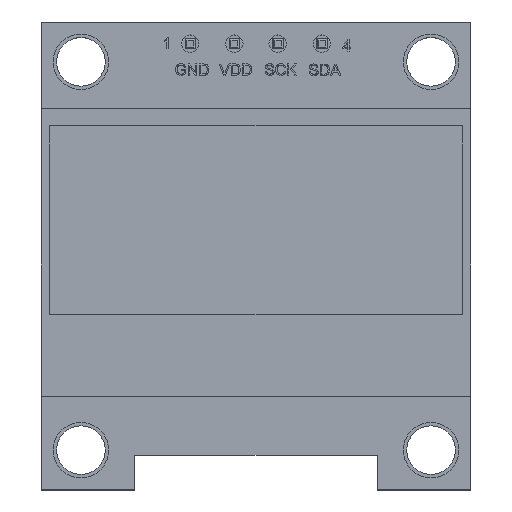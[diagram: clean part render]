
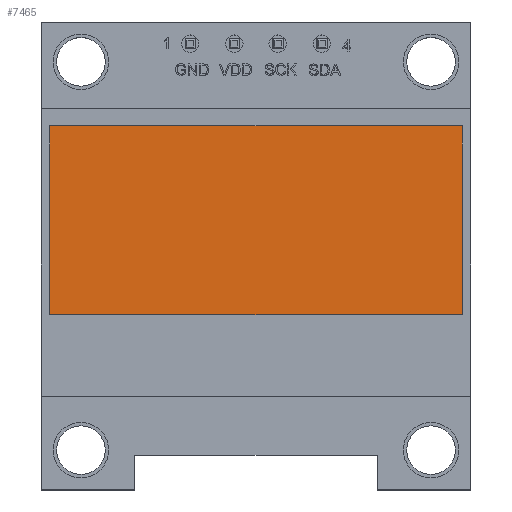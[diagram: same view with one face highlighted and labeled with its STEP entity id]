
A CAD part, top view. The second image highlights one B-rep face of the part: STEP entity #7465.
In plain terms, the highlighted planar face has unit normal (0, 0, 1).
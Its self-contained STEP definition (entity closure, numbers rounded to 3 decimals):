
#742=FACE_OUTER_BOUND('',#1182,.T.);
#1182=EDGE_LOOP('',(#6846,#6847,#6848,#6849));
#2226=LINE('',#14233,#2916);
#2229=LINE('',#14239,#2919);
#2232=LINE('',#14245,#2922);
#2235=LINE('',#14249,#2925);
#2916=VECTOR('',#8940,10.);
#2919=VECTOR('',#8945,10.);
#2922=VECTOR('',#8950,10.);
#2925=VECTOR('',#8955,10.);
#3632=VERTEX_POINT('',#14230);
#3633=VERTEX_POINT('',#14232);
#3635=VERTEX_POINT('',#14238);
#3637=VERTEX_POINT('',#14244);
#4700=EDGE_CURVE('',#3633,#3632,#2226,.T.);
#4703=EDGE_CURVE('',#3635,#3633,#2229,.T.);
#4706=EDGE_CURVE('',#3637,#3635,#2232,.T.);
#4709=EDGE_CURVE('',#3632,#3637,#2235,.T.);
#6846=ORIENTED_EDGE('',*,*,#4709,.T.);
#6847=ORIENTED_EDGE('',*,*,#4706,.T.);
#6848=ORIENTED_EDGE('',*,*,#4703,.T.);
#6849=ORIENTED_EDGE('',*,*,#4700,.T.);
#7053=PLANE('',#7776);
#7465=ADVANCED_FACE('',(#742),#7053,.T.);
#7776=AXIS2_PLACEMENT_3D('',#14250,#8956,#8957);
#8940=DIRECTION('',(-1.,0.,0.));
#8945=DIRECTION('',(0.,1.,0.));
#8950=DIRECTION('',(1.,0.,0.));
#8955=DIRECTION('',(0.,-1.,0.));
#8956=DIRECTION('center_axis',(0.,0.,1.));
#8957=DIRECTION('ref_axis',(1.,0.,0.));
#14230=CARTESIAN_POINT('',(0.,10.88,1.5));
#14232=CARTESIAN_POINT('',(23.8,10.88,1.5));
#14233=CARTESIAN_POINT('',(23.8,10.88,1.5));
#14238=CARTESIAN_POINT('',(23.8,0.,1.5));
#14239=CARTESIAN_POINT('',(23.8,0.,1.5));
#14244=CARTESIAN_POINT('',(0.,0.,1.5));
#14245=CARTESIAN_POINT('',(0.,0.,1.5));
#14249=CARTESIAN_POINT('',(0.,10.88,1.5));
#14250=CARTESIAN_POINT('Origin',(11.9,5.44,1.5));
